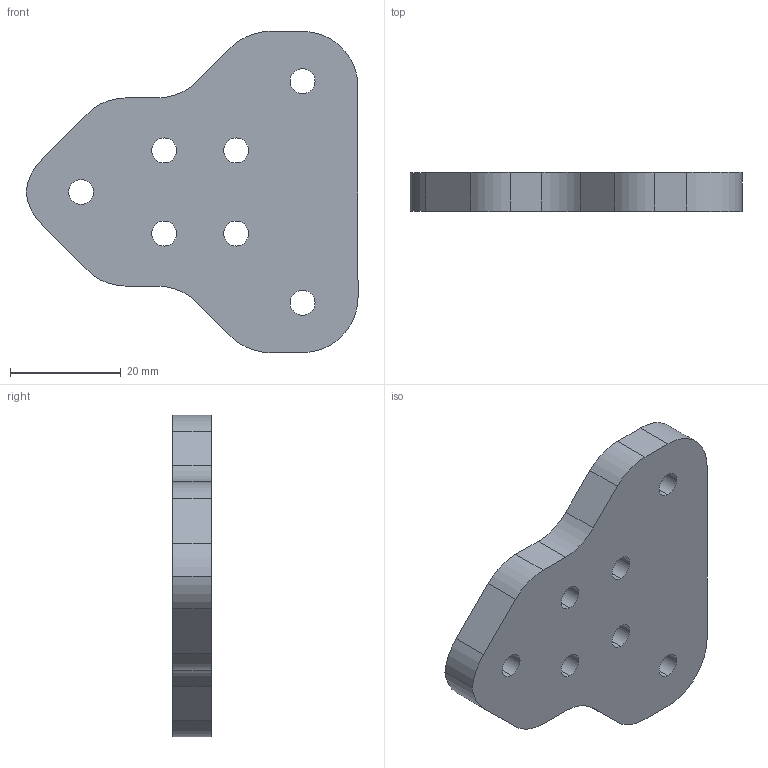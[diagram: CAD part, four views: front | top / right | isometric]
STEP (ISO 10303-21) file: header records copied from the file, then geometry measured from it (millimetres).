
FILE_DESCRIPTION (( 'STEP AP214' ), '1' );
FILE_NAME ('3D Printed, Wheel Carriage, Rear, 2020, V2.STEP', '2021-03-30T05:01:41', ( '' ), ( '' ), 'SwSTEP 2.0', 'SolidWorks 2019', '' );
FILE_SCHEMA (( 'AUTOMOTIVE_DESIGN' ));
Length unit declared in the file: millimetre
Products named in the file (1): 3D Printed, Wheel Carriage, Rear, 2020, V2
Bounding box: 59.93 x 7 x 58 mm (x, y, z)
Volume: 16136.4 mm3; surface area: 6657.7 mm2
Topology: 1 solids, 1 shells, 35 faces, 99 edges, 66 vertices
Faces by surface type: cylinder 24, plane 11
Entity records: 1223 total; most frequent: DIRECTION 219, CARTESIAN_POINT 201, ORIENTED_EDGE 198, EDGE_CURVE 99, AXIS2_PLACEMENT_3D 84, VERTEX_POINT 66, VECTOR 51, LINE 51
